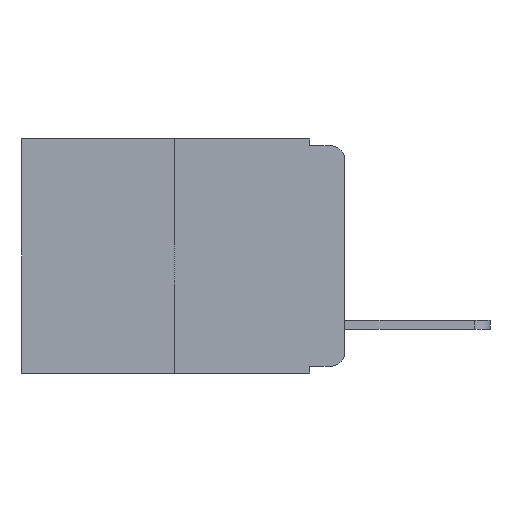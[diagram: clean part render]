
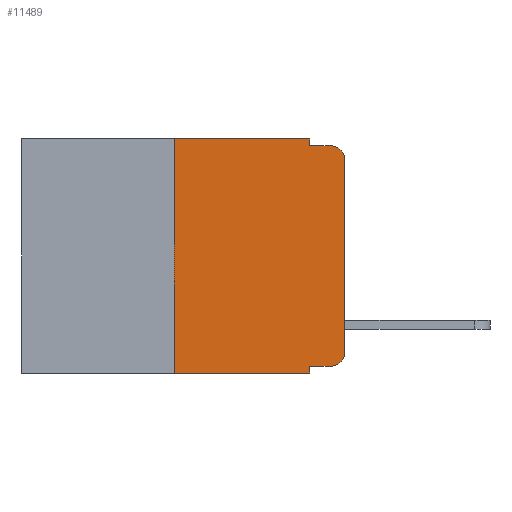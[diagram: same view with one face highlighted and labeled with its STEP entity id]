
A CAD part, left-side view. The second image highlights one B-rep face of the part: STEP entity #11489.
In plain terms, the highlighted planar face has unit normal (-1, 0, 0).
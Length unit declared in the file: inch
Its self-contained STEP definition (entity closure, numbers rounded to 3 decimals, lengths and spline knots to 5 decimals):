
#295 = FACE_OUTER_BOUND ( 'NONE', #7827, .T. ) ;
#557 = VERTEX_POINT ( 'NONE', #9139 ) ;
#750 = VERTEX_POINT ( 'NONE', #1669 ) ;
#1669 = CARTESIAN_POINT ( 'NONE',  ( 0., 0.051, -0.343 ) ) ;
#1867 = LINE ( 'NONE', #8282, #6382 ) ;
#2136 = LINE ( 'NONE', #5777, #4429 ) ;
#2609 = LINE ( 'NONE', #3501, #5439 ) ;
#2689 = VERTEX_POINT ( 'NONE', #8871 ) ;
#2878 = VECTOR ( 'NONE', #4502, 39.37008 ) ;
#2911 = EDGE_CURVE ( 'NONE', #10566, #2689, #10938, .T. ) ;
#3005 = DIRECTION ( 'NONE',  ( 0., 0., -1. ) ) ;
#3025 = DIRECTION ( 'NONE',  ( -1., 0., 0. ) ) ;
#3034 = CARTESIAN_POINT ( 'NONE',  ( 0., 0.02, -0.03 ) ) ;
#3372 = ORIENTED_EDGE ( 'NONE', *, *, #2911, .F. ) ;
#3404 = ORIENTED_EDGE ( 'NONE', *, *, #8615, .T. ) ;
#3420 = DIRECTION ( 'NONE',  ( 0., 0., -1. ) ) ;
#3430 = ORIENTED_EDGE ( 'NONE', *, *, #8275, .T. ) ;
#3466 = ORIENTED_EDGE ( 'NONE', *, *, #7889, .F. ) ;
#3501 = CARTESIAN_POINT ( 'NONE',  ( 0., 0.051, 0. ) ) ;
#3507 = ORIENTED_EDGE ( 'NONE', *, *, #8030, .F. ) ;
#3542 = VECTOR ( 'NONE', #9443, 39.37008 ) ;
#4033 = AXIS2_PLACEMENT_3D ( 'NONE', #5500, #5497, #5482 ) ;
#4042 = ORIENTED_EDGE ( 'NONE', *, *, #7831, .F. ) ;
#4180 = VERTEX_POINT ( 'NONE', #6586 ) ;
#4252 = CARTESIAN_POINT ( 'NONE',  ( 0., 0.25, 0. ) ) ;
#4429 = VECTOR ( 'NONE', #5678, 39.37008 ) ;
#4502 = DIRECTION ( 'NONE',  ( 0., -1., 0. ) ) ;
#4657 = LINE ( 'NONE', #10792, #8988 ) ;
#4797 = LINE ( 'NONE', #8465, #8850 ) ;
#4857 = CIRCLE ( 'NONE', #5663, 0.02 ) ;
#4902 = CARTESIAN_POINT ( 'NONE',  ( 0., 0.473, -0.343 ) ) ;
#5439 = VECTOR ( 'NONE', #3420, 39.37008 ) ;
#5482 = DIRECTION ( 'NONE',  ( 0., 0., -1. ) ) ;
#5492 = VERTEX_POINT ( 'NONE', #6420 ) ;
#5497 = DIRECTION ( 'NONE',  ( 1., 0., 0. ) ) ;
#5500 = CARTESIAN_POINT ( 'NONE',  ( 0., 0.473, 0. ) ) ;
#5574 = PLANE ( 'NONE',  #4033 ) ;
#5624 = ORIENTED_EDGE ( 'NONE', *, *, #7573, .T. ) ;
#5658 = ORIENTED_EDGE ( 'NONE', *, *, #7813, .T. ) ;
#5663 = AXIS2_PLACEMENT_3D ( 'NONE', #3034, #3025, #3005 ) ;
#5678 = DIRECTION ( 'NONE',  ( 0., 0., -1. ) ) ;
#5777 = CARTESIAN_POINT ( 'NONE',  ( 0., 0.051, 0. ) ) ;
#5921 = ORIENTED_EDGE ( 'NONE', *, *, #8230, .F. ) ;
#6118 = ORIENTED_EDGE ( 'NONE', *, *, #7117, .T. ) ;
#6382 = VECTOR ( 'NONE', #8270, 39.37008 ) ;
#6420 = CARTESIAN_POINT ( 'NONE',  ( 0., 0.051, -0.333 ) ) ;
#6571 = LINE ( 'NONE', #9357, #3542 ) ;
#6586 = CARTESIAN_POINT ( 'NONE',  ( 0., 0.051, -0.01 ) ) ;
#6649 = VERTEX_POINT ( 'NONE', #10511 ) ;
#7032 = VERTEX_POINT ( 'NONE', #9421 ) ;
#7117 = EDGE_CURVE ( 'NONE', #6649, #750, #7705, .T. ) ;
#7345 = VERTEX_POINT ( 'NONE', #9506 ) ;
#7573 = EDGE_CURVE ( 'NONE', #5492, #7345, #4657, .T. ) ;
#7705 = LINE ( 'NONE', #4902, #2878 ) ;
#7813 = EDGE_CURVE ( 'NONE', #7345, #7032, #9347, .T. ) ;
#7827 = EDGE_LOOP ( 'NONE', ( #3404, #3430, #3466, #3507, #3372, #4042, #6118, #5921, #5624, #5658 ) ) ;
#7831 = EDGE_CURVE ( 'NONE', #6649, #10566, #4797, .T. ) ;
#7889 = EDGE_CURVE ( 'NONE', #4180, #9588, #1867, .T. ) ;
#8030 = EDGE_CURVE ( 'NONE', #2689, #4180, #2136, .T. ) ;
#8230 = EDGE_CURVE ( 'NONE', #5492, #750, #2609, .T. ) ;
#8270 = DIRECTION ( 'NONE',  ( 0., -1., 0. ) ) ;
#8275 = EDGE_CURVE ( 'NONE', #557, #9588, #4857, .T. ) ;
#8282 = CARTESIAN_POINT ( 'NONE',  ( 0., 0.051, -0.01 ) ) ;
#8461 = CARTESIAN_POINT ( 'NONE',  ( 0., 0.473, 0. ) ) ;
#8465 = CARTESIAN_POINT ( 'NONE',  ( 0., 0.25, 0. ) ) ;
#8469 = DIRECTION ( 'NONE',  ( 0., -1., 0. ) ) ;
#8601 = DIRECTION ( 'NONE',  ( 0., 0., 1. ) ) ;
#8615 = EDGE_CURVE ( 'NONE', #7032, #557, #6571, .T. ) ;
#8633 = DIRECTION ( 'NONE',  ( 0., 0., -1. ) ) ;
#8656 = DIRECTION ( 'NONE',  ( -1., 0., 0. ) ) ;
#8674 = CARTESIAN_POINT ( 'NONE',  ( 0., 0.02, -0.313 ) ) ;
#8796 = CARTESIAN_POINT ( 'NONE',  ( 0., 0.02, -0.01 ) ) ;
#8850 = VECTOR ( 'NONE', #8601, 39.37008 ) ;
#8871 = CARTESIAN_POINT ( 'NONE',  ( 0., 0.051, 0. ) ) ;
#8949 = VECTOR ( 'NONE', #8469, 39.37008 ) ;
#8988 = VECTOR ( 'NONE', #10759, 39.37008 ) ;
#9139 = CARTESIAN_POINT ( 'NONE',  ( 0., 0., -0.03 ) ) ;
#9347 = CIRCLE ( 'NONE', #10790, 0.02 ) ;
#9357 = CARTESIAN_POINT ( 'NONE',  ( 0., 0., 0. ) ) ;
#9421 = CARTESIAN_POINT ( 'NONE',  ( 0., 0., -0.313 ) ) ;
#9443 = DIRECTION ( 'NONE',  ( 0., 0., 1. ) ) ;
#9506 = CARTESIAN_POINT ( 'NONE',  ( 0., 0.02, -0.333 ) ) ;
#9588 = VERTEX_POINT ( 'NONE', #8796 ) ;
#10511 = CARTESIAN_POINT ( 'NONE',  ( 0., 0.25, -0.343 ) ) ;
#10566 = VERTEX_POINT ( 'NONE', #4252 ) ;
#10759 = DIRECTION ( 'NONE',  ( 0., -1., 0. ) ) ;
#10790 = AXIS2_PLACEMENT_3D ( 'NONE', #8674, #8656, #8633 ) ;
#10792 = CARTESIAN_POINT ( 'NONE',  ( 0., 0.051, -0.333 ) ) ;
#10938 = LINE ( 'NONE', #8461, #8949 ) ;
#11489 = ADVANCED_FACE ( 'NONE', ( #295 ), #5574, .F. ) ;
